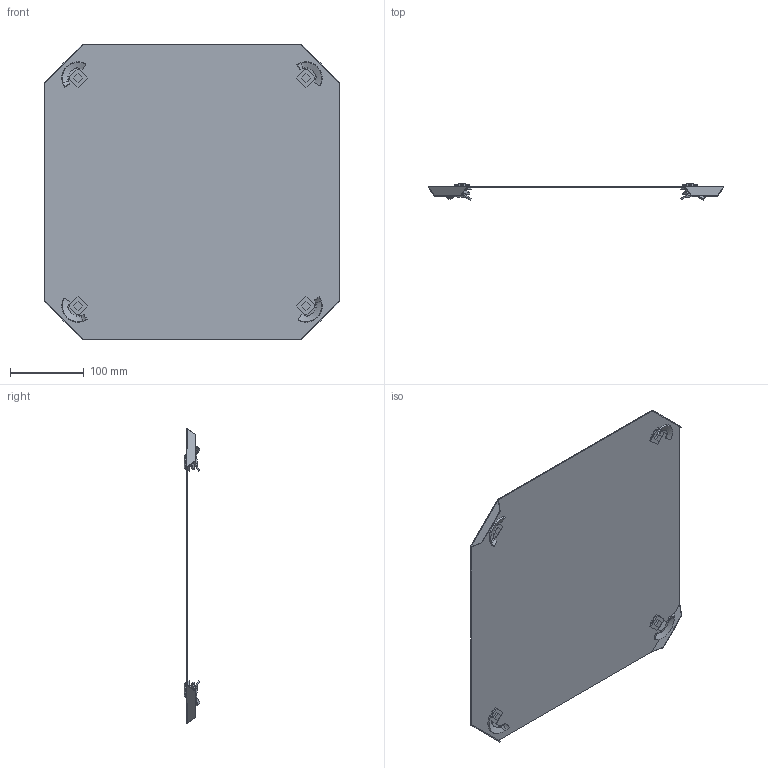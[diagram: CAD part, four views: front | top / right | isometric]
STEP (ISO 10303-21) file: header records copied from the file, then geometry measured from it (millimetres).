
FILE_DESCRIPTION (( 'STEP AP214' ), '1' );
FILE_NAME ('7131127.STP', '2019-06-17T07:30:31', ( '' ), ( '' ), 'SwSTEP 2.0', 'SolidWorks 2018', '' );
FILE_SCHEMA (( 'AUTOMOTIVE_DESIGN' ));
Length unit declared in the file: millimetre
Products named in the file (5): 109905_quadratisch; 120072_Standard; 7131127; KTS 08.041-110_NB=300 d-16,5 f〉 Helix-Drehriegel; 099600_Standard
Assembly tree (7 placements, depth 3):
  7131127
    KTS 08.041-110_NB=300 d-16,5 f〉 Helix-Drehriegel
    120072_Standard  x4
      099600_Standard
      109905_quadratisch
Bounding box: 401.33 x 21.36 x 401.33 mm (x, y, z)
Volume: 169122.1 mm3; surface area: 327823.9 mm2
Topology: 9 solids, 9 shells, 354 faces, 936 edges, 604 vertices
Faces by surface type: plane 158, bspline 120, cone 44, cylinder 16, torus 16
Entity records: 5804 total; most frequent: CARTESIAN_POINT 2960, ORIENTED_EDGE 644, DIRECTION 407, EDGE_CURVE 322, VERTEX_POINT 211, B_SPLINE_CURVE_WITH_KNOTS 148, AXIS2_PLACEMENT_3D 142, EDGE_LOOP 133
